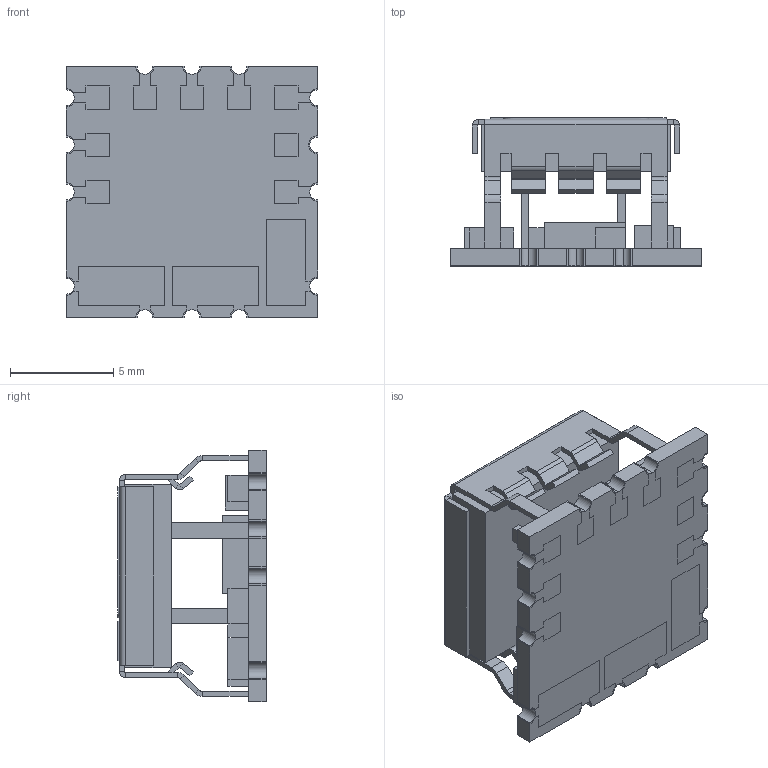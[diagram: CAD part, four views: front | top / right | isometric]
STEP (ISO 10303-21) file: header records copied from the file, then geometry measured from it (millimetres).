
FILE_DESCRIPTION (( 'STEP AP214' ), '1' );
FILE_NAME ('OKL-T(slash)6-W12N-C.STEP', '2020-02-29T14:58:39', ( '' ), ( '' ), 'SwSTEP 2.0', 'SolidWorks 2017', '' );
FILE_SCHEMA (( 'AUTOMOTIVE_DESIGN' ));
Length unit declared in the file: inch
Products named in the file (1): OKL-T(slash)6-W12N-C
Bounding box: 12.19 x 7.19 x 12.19 mm (x, y, z)
Volume: 401.6 mm3; surface area: 1428.4 mm2
Topology: 40 solids, 40 shells, 784 faces, 1887 edges, 1194 vertices
Faces by surface type: plane 681, cylinder 103
Entity records: 22798 total; most frequent: CARTESIAN_POINT 3866, ORIENTED_EDGE 3774, DIRECTION 3715, EDGE_CURVE 1887, VECTOR 1629, LINE 1629, VERTEX_POINT 1194, AXIS2_PLACEMENT_3D 1043
